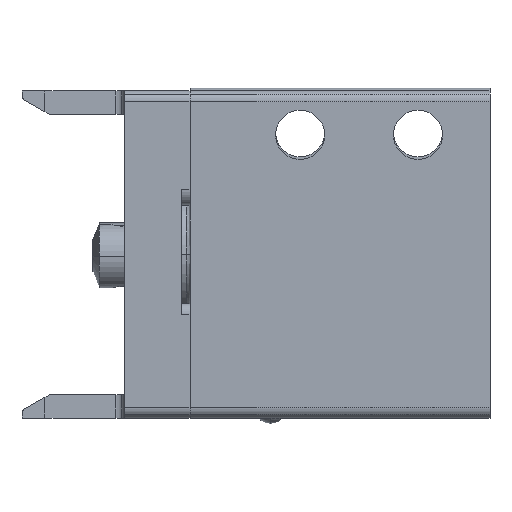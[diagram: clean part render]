
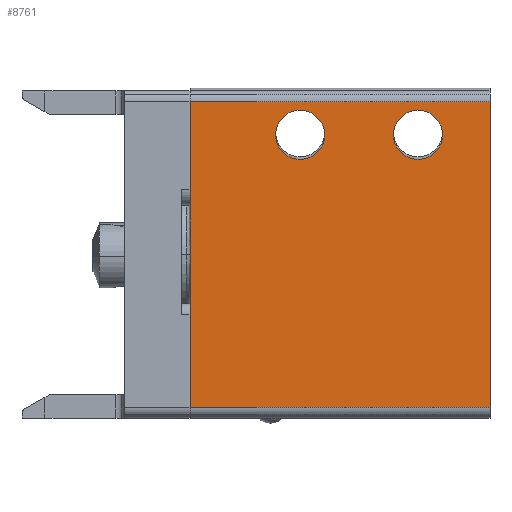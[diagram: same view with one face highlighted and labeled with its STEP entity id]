
A CAD part, left-side view. The second image highlights one B-rep face of the part: STEP entity #8761.
In plain terms, the highlighted planar face has unit normal (-1, 0, 0).
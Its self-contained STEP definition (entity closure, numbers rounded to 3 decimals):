
#152=CARTESIAN_POINT('',(-7.5,3.65,8.727));
#153=VERTEX_POINT('',#152);
#162=CARTESIAN_POINT('',(-7.5,3.65,13.227));
#163=VERTEX_POINT('',#162);
#164=CARTESIAN_POINT('',(-7.5,3.65,10.977));
#165=DIRECTION('',(1.0,0.0,0.0));
#166=DIRECTION('',(0.0,0.0,-1.0));
#167=AXIS2_PLACEMENT_3D('',#164,#165,#166);
#168=CIRCLE('',#167,2.25);
#169=EDGE_CURVE('',#163,#153,#168,.T.);
#194=CARTESIAN_POINT('',(-7.5,-7.15,8.727));
#195=VERTEX_POINT('',#194);
#204=CARTESIAN_POINT('',(-7.5,-7.15,13.227));
#205=VERTEX_POINT('',#204);
#206=CARTESIAN_POINT('',(-7.5,-7.15,10.977));
#207=DIRECTION('',(1.0,0.0,0.0));
#208=DIRECTION('',(0.0,0.0,-1.0));
#209=AXIS2_PLACEMENT_3D('',#206,#207,#208);
#210=CIRCLE('',#209,2.25);
#211=EDGE_CURVE('',#205,#195,#210,.T.);
#8617=CARTESIAN_POINT('',(-7.5,13.75,14.));
#8618=VERTEX_POINT('',#8617);
#8626=CARTESIAN_POINT('',(-7.5,-13.75,14.));
#8627=VERTEX_POINT('',#8626);
#8628=CARTESIAN_POINT('',(-7.5,13.75,14.));
#8629=DIRECTION('',(0.0,-1.0,0.0));
#8630=VECTOR('',#8629,27.5);
#8631=LINE('',#8628,#8630);
#8632=EDGE_CURVE('',#8618,#8627,#8631,.T.);
#8650=CARTESIAN_POINT('',(-7.5,-13.75,-14.));
#8651=VERTEX_POINT('',#8650);
#8652=CARTESIAN_POINT('',(-7.5,-13.75,-14.));
#8653=DIRECTION('',(0.0,0.0,1.0));
#8654=VECTOR('',#8653,28.0);
#8655=LINE('',#8652,#8654);
#8656=EDGE_CURVE('',#8651,#8627,#8655,.T.);
#8718=CARTESIAN_POINT('',(-7.5,-13.75,-15.0));
#8719=DIRECTION('',(-1.0,0.0,0.0));
#8720=DIRECTION('',(0.0,0.0,1.0));
#8721=AXIS2_PLACEMENT_3D('',#8718,#8719,#8720);
#8722=PLANE('',#8721);
#8723=ORIENTED_EDGE('',*,*,#8632,.F.);
#8724=CARTESIAN_POINT('',(-7.5,13.75,-14.));
#8725=VERTEX_POINT('',#8724);
#8726=CARTESIAN_POINT('',(-7.5,13.75,-14.));
#8727=DIRECTION('',(0.0,0.0,1.0));
#8728=VECTOR('',#8727,28.0);
#8729=LINE('',#8726,#8728);
#8730=EDGE_CURVE('',#8725,#8618,#8729,.T.);
#8731=ORIENTED_EDGE('',*,*,#8730,.F.);
#8732=CARTESIAN_POINT('',(-7.5,-13.75,-14.));
#8733=DIRECTION('',(0.0,1.0,0.0));
#8734=VECTOR('',#8733,27.5);
#8735=LINE('',#8732,#8734);
#8736=EDGE_CURVE('',#8651,#8725,#8735,.T.);
#8737=ORIENTED_EDGE('',*,*,#8736,.F.);
#8738=ORIENTED_EDGE('',*,*,#8656,.T.);
#8739=EDGE_LOOP('',(#8723,#8731,#8737,#8738));
#8740=FACE_OUTER_BOUND('',#8739,.T.);
#8741=ORIENTED_EDGE('',*,*,#211,.T.);
#8742=CARTESIAN_POINT('',(-7.5,-7.15,10.977));
#8743=DIRECTION('',(1.0,0.0,0.0));
#8744=DIRECTION('',(0.0,0.0,-1.0));
#8745=AXIS2_PLACEMENT_3D('',#8742,#8743,#8744);
#8746=CIRCLE('',#8745,2.25);
#8747=EDGE_CURVE('',#195,#205,#8746,.T.);
#8748=ORIENTED_EDGE('',*,*,#8747,.T.);
#8749=EDGE_LOOP('',(#8741,#8748));
#8750=FACE_BOUND('',#8749,.T.);
#8751=ORIENTED_EDGE('',*,*,#169,.T.);
#8752=CARTESIAN_POINT('',(-7.5,3.65,10.977));
#8753=DIRECTION('',(1.0,0.0,0.0));
#8754=DIRECTION('',(0.0,0.0,-1.0));
#8755=AXIS2_PLACEMENT_3D('',#8752,#8753,#8754);
#8756=CIRCLE('',#8755,2.25);
#8757=EDGE_CURVE('',#153,#163,#8756,.T.);
#8758=ORIENTED_EDGE('',*,*,#8757,.T.);
#8759=EDGE_LOOP('',(#8751,#8758));
#8760=FACE_BOUND('',#8759,.T.);
#8761=ADVANCED_FACE('',(#8740,#8750,#8760),#8722,.T.);
